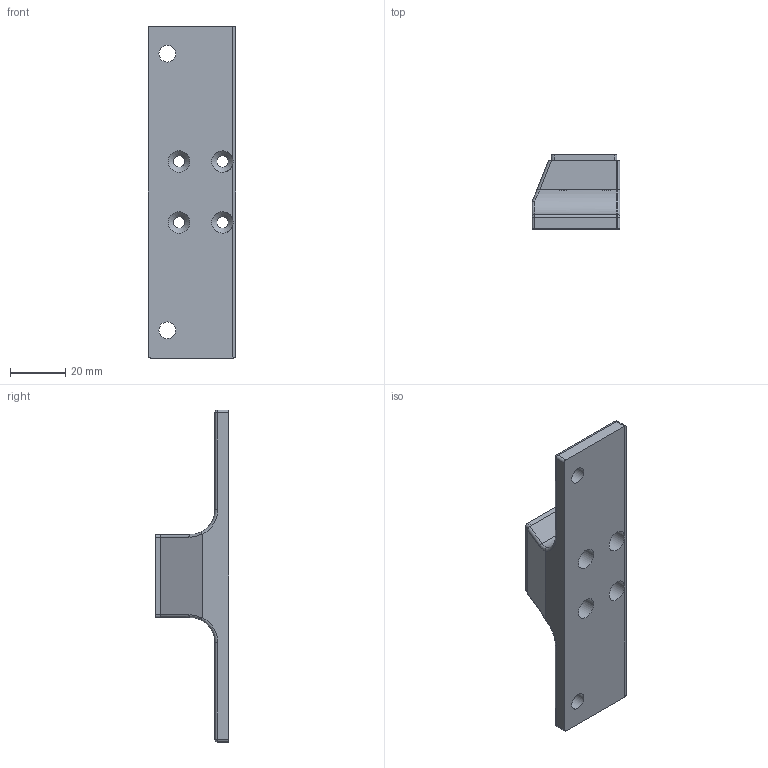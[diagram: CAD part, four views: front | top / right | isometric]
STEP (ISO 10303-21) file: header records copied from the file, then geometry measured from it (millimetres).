
FILE_DESCRIPTION(('FreeCAD Model'),'2;1');
FILE_NAME('Open CASCADE Shape Model','2024-08-01T06:27:41',(''),(''), 'Open CASCADE STEP processor 7.6','FreeCAD','Unknown');
FILE_SCHEMA(('AUTOMOTIVE_DESIGN { 1 0 10303 214 1 1 1 1 }'));
Length unit declared in the file: millimetre
Products named in the file (1): AdapterGleiter
Bounding box: 31.8 x 26.7 x 120 mm (x, y, z)
Volume: 34942.8 mm3; surface area: 13261.5 mm2
Topology: 1 solids, 1 shells, 79 faces, 187 edges, 105 vertices
Faces by surface type: cylinder 35, plane 29, cone 5, torus 4, sphere 4, bspline 2
Full cylindrical faces by diameter (mm): 4.1 x4, 6.1 x2, 7.8 x4, 15.5 x1
Entity records: 5583 total; most frequent: CARTESIAN_POINT 1807, DIRECTION 735, LINE 412, VECTOR 412, ORIENTED_EDGE 366, PCURVE 366, DEFINITIONAL_REPRESENTATION 366, EDGE_CURVE 183
